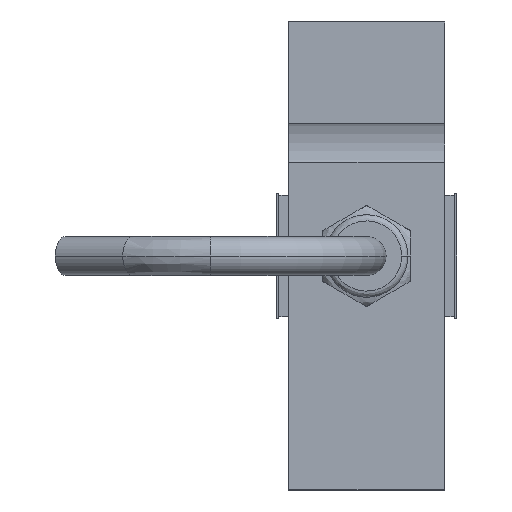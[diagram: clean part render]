
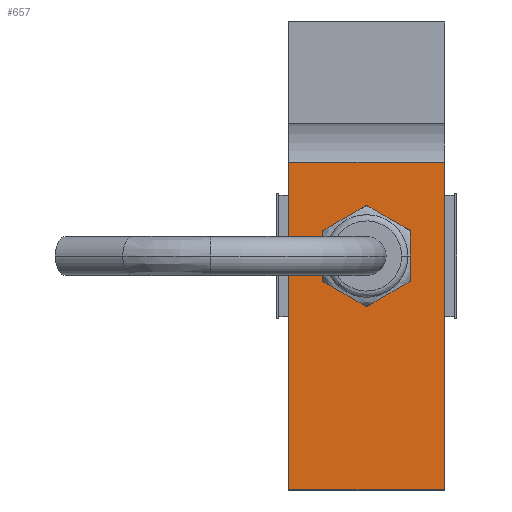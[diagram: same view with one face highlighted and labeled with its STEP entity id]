
A CAD part, left-side view. The second image highlights one B-rep face of the part: STEP entity #657.
In plain terms, the highlighted planar face has unit normal (-1, 0, 0).
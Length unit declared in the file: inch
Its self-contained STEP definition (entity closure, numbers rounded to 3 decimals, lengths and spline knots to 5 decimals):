
#53 = LINE ( 'NONE', #54, #55 ) ;
#54 = CARTESIAN_POINT ( 'NONE',  ( -1., -0.5, -1.95 ) ) ;
#55 = VECTOR ( 'NONE', #56, 39.37008 ) ;
#56 = DIRECTION ( 'NONE',  ( 0., 0., -1. ) ) ;
#477 = ORIENTED_EDGE ( 'NONE', *, *, #1282, .F. ) ;
#513 = VERTEX_POINT ( 'NONE', #2381 ) ;
#518 = VERTEX_POINT ( 'NONE', #2433 ) ;
#530 = EDGE_CURVE ( 'NONE', #592, #513, #2525, .T. ) ;
#538 = VERTEX_POINT ( 'NONE', #805 ) ;
#555 = EDGE_CURVE ( 'NONE', #538, #518, #945, .T. ) ;
#592 = VERTEX_POINT ( 'NONE', #1201 ) ;
#593 = ORIENTED_EDGE ( 'NONE', *, *, #555, .F. ) ;
#611 = VERTEX_POINT ( 'NONE', #1395 ) ;
#620 = ORIENTED_EDGE ( 'NONE', *, *, #935, .F. ) ;
#634 = EDGE_CURVE ( 'NONE', #611, #592, #1544, .T. ) ;
#642 = EDGE_LOOP ( 'NONE', ( #593, #477 ) ) ;
#657 = ADVANCED_FACE ( 'NONE', ( #1770, #1771 ), #1772, .F. ) ;
#670 = ORIENTED_EDGE ( 'NONE', *, *, #634, .F. ) ;
#679 = VERTEX_POINT ( 'NONE', #1973 ) ;
#695 = EDGE_CURVE ( 'NONE', #513, #679, #2124, .T. ) ;
#705 = ORIENTED_EDGE ( 'NONE', *, *, #530, .F. ) ;
#747 = ORIENTED_EDGE ( 'NONE', *, *, #695, .F. ) ;
#805 = CARTESIAN_POINT ( 'NONE',  ( -1., -0.26197, -1.5 ) ) ;
#935 = EDGE_CURVE ( 'NONE', #679, #611, #53, .T. ) ;
#945 =( BOUNDED_CURVE ( )  B_SPLINE_CURVE ( 3, ( #946, #947, #948, #949 ),
 .UNSPECIFIED., .F., .T. ) 
 B_SPLINE_CURVE_WITH_KNOTS ( ( 4, 4 ),
 ( 0., 1. ),
 .UNSPECIFIED. ) 
 CURVE ( )  GEOMETRIC_REPRESENTATION_ITEM ( )  RATIONAL_B_SPLINE_CURVE ( ( 1., 0.333, 0.333, 1. ) ) 
 REPRESENTATION_ITEM ( '' )  );
#946 = CARTESIAN_POINT ( 'NONE',  ( -1., -0.26197, -1.5 ) ) ;
#947 = CARTESIAN_POINT ( 'NONE',  ( -1., -0.26197, -0.97606 ) ) ;
#948 = CARTESIAN_POINT ( 'NONE',  ( -1., 0.26197, -0.97606 ) ) ;
#949 = CARTESIAN_POINT ( 'NONE',  ( -1., 0.26197, -1.5 ) ) ;
#1089 = EDGE_LOOP ( 'NONE', ( #747, #705, #670, #620 ) ) ;
#1201 = CARTESIAN_POINT ( 'NONE',  ( -1., 0.5, -3. ) ) ;
#1282 = EDGE_CURVE ( 'NONE', #518, #538, #1396, .T. ) ;
#1395 = CARTESIAN_POINT ( 'NONE',  ( -1., -0.5, -3. ) ) ;
#1396 =( BOUNDED_CURVE ( )  B_SPLINE_CURVE ( 3, ( #1397, #1398, #1399, #1400 ),
 .UNSPECIFIED., .F., .F. ) 
 B_SPLINE_CURVE_WITH_KNOTS ( ( 4, 4 ),
 ( 0., 1. ),
 .UNSPECIFIED. ) 
 CURVE ( )  GEOMETRIC_REPRESENTATION_ITEM ( )  RATIONAL_B_SPLINE_CURVE ( ( 1., 0.333, 0.333, 1. ) ) 
 REPRESENTATION_ITEM ( '' )  );
#1397 = CARTESIAN_POINT ( 'NONE',  ( -1., 0.26197, -1.5 ) ) ;
#1398 = CARTESIAN_POINT ( 'NONE',  ( -1., 0.26197, -2.02394 ) ) ;
#1399 = CARTESIAN_POINT ( 'NONE',  ( -1., -0.26197, -2.02394 ) ) ;
#1400 = CARTESIAN_POINT ( 'NONE',  ( -1., -0.26197, -1.5 ) ) ;
#1544 = LINE ( 'NONE', #1545, #1546 ) ;
#1545 = CARTESIAN_POINT ( 'NONE',  ( -1., 0., -3. ) ) ;
#1546 = VECTOR ( 'NONE', #1547, 39.37008 ) ;
#1547 = DIRECTION ( 'NONE',  ( 0., 1., 0. ) ) ;
#1770 = FACE_BOUND ( 'NONE', #642, .T. ) ;
#1771 = FACE_OUTER_BOUND ( 'NONE', #1089, .T. ) ;
#1772 = PLANE ( 'NONE',  #1773 ) ;
#1773 = AXIS2_PLACEMENT_3D ( 'NONE', #1774, #1775, #1776 ) ;
#1774 = CARTESIAN_POINT ( 'NONE',  ( -1., -0.5, -0.9 ) ) ;
#1775 = DIRECTION ( 'NONE',  ( 1., 0., 0. ) ) ;
#1776 = DIRECTION ( 'NONE',  ( 0., 0., -1. ) ) ;
#1973 = CARTESIAN_POINT ( 'NONE',  ( -1., -0.5, -0.9 ) ) ;
#2124 = LINE ( 'NONE', #2125, #2126 ) ;
#2125 = CARTESIAN_POINT ( 'NONE',  ( -1., 0., -0.9 ) ) ;
#2126 = VECTOR ( 'NONE', #2127, 39.37008 ) ;
#2127 = DIRECTION ( 'NONE',  ( 0., -1., 0. ) ) ;
#2381 = CARTESIAN_POINT ( 'NONE',  ( -1., 0.5, -0.9 ) ) ;
#2433 = CARTESIAN_POINT ( 'NONE',  ( -1., 0.26197, -1.5 ) ) ;
#2525 = LINE ( 'NONE', #2526, #2527 ) ;
#2526 = CARTESIAN_POINT ( 'NONE',  ( -1., 0.5, -1.95 ) ) ;
#2527 = VECTOR ( 'NONE', #2528, 39.37008 ) ;
#2528 = DIRECTION ( 'NONE',  ( 0., 0., 1. ) ) ;
